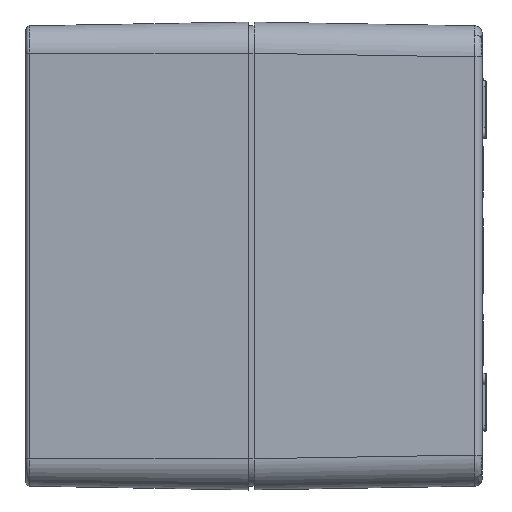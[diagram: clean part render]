
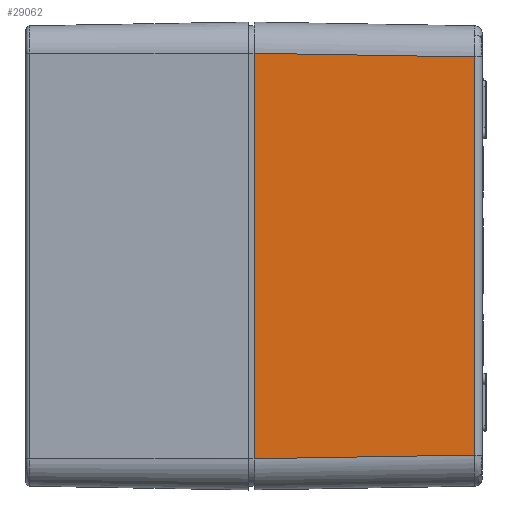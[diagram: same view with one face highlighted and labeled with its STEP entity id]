
A CAD part, left-side view. The second image highlights one B-rep face of the part: STEP entity #29062.
In plain terms, the highlighted planar face has unit normal (-1, -0.017, 0).
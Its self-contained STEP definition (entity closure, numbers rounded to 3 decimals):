
#28795 = VERTEX_POINT ( 'NONE', #63138 ) ;
#28870 = EDGE_CURVE ( 'NONE', #28795, #28882, #63257, .T. ) ;
#28882 = VERTEX_POINT ( 'NONE', #63268 ) ;
#29038 = ORIENTED_EDGE ( 'NONE', *, *, #28870, .F. ) ;
#29051 = EDGE_CURVE ( 'NONE', #28795, #29071, #63528, .T. ) ;
#29058 = ORIENTED_EDGE ( 'NONE', *, *, #29051, .T. ) ;
#29059 = ORIENTED_EDGE ( 'NONE', *, *, #29063, .T. ) ;
#29062 = ADVANCED_FACE ( 'NONE', ( #63532 ), #63529, .T. ) ;
#29063 = EDGE_CURVE ( 'NONE', #29071, #33664, #63653, .T. ) ;
#29066 = ORIENTED_EDGE ( 'NONE', *, *, #29075, .T. ) ;
#29071 = VERTEX_POINT ( 'NONE', #63617 ) ;
#29075 = EDGE_CURVE ( 'NONE', #33664, #28882, #63646, .T. ) ;
#29084 = EDGE_LOOP ( 'NONE', ( #29058, #29059, #29066, #29038 ) ) ;
#33664 = VERTEX_POINT ( 'NONE', #70894 ) ;
#63138 = CARTESIAN_POINT ( 'NONE',  ( -109.975, -1.5, -51.976 ) ) ;
#63254 = DIRECTION ( 'NONE',  ( 0., 0., 1. ) ) ;
#63255 = VECTOR ( 'NONE', #63254, 1000. ) ;
#63256 = CARTESIAN_POINT ( 'NONE',  ( -109.975, -1.5, -60. ) ) ;
#63257 = LINE ( 'NONE', #63256, #63255 ) ;
#63268 = CARTESIAN_POINT ( 'NONE',  ( -109.975, -1.5, 51.976 ) ) ;
#63528 = LINE ( 'NONE', #63616, #63615 ) ;
#63529 = PLANE ( 'NONE',  #63608 ) ;
#63532 = FACE_OUTER_BOUND ( 'NONE', #29084, .T. ) ;
#63608 = AXIS2_PLACEMENT_3D ( 'NONE', #63621, #63611, #63650 ) ;
#63611 = DIRECTION ( 'NONE',  ( -1., -0.017, 0. ) ) ;
#63614 = DIRECTION ( 'NONE',  ( 0.017, -1., 0.017 ) ) ;
#63615 = VECTOR ( 'NONE', #63614, 1000. ) ;
#63616 = CARTESIAN_POINT ( 'NONE',  ( -110.002, 0.133, -52.003 ) ) ;
#63617 = CARTESIAN_POINT ( 'NONE',  ( -109.033, -58.033, -51.034 ) ) ;
#63621 = CARTESIAN_POINT ( 'NONE',  ( -110., 0., -60. ) ) ;
#63637 = DIRECTION ( 'NONE',  ( -0.017, 1., 0.017 ) ) ;
#63638 = VECTOR ( 'NONE', #63637, 1000. ) ;
#63639 = CARTESIAN_POINT ( 'NONE',  ( -109.969, -1.866, 51.97 ) ) ;
#63646 = LINE ( 'NONE', #63639, #63638 ) ;
#63647 = DIRECTION ( 'NONE',  ( 0., 0., 1. ) ) ;
#63648 = VECTOR ( 'NONE', #63647, 1000. ) ;
#63650 = DIRECTION ( 'NONE',  ( 0.017, -1., 0. ) ) ;
#63652 = CARTESIAN_POINT ( 'NONE',  ( -109.033, -58.033, 51.001 ) ) ;
#63653 = LINE ( 'NONE', #63652, #63648 ) ;
#70894 = CARTESIAN_POINT ( 'NONE',  ( -109.033, -58.033, 51.034 ) ) ;
